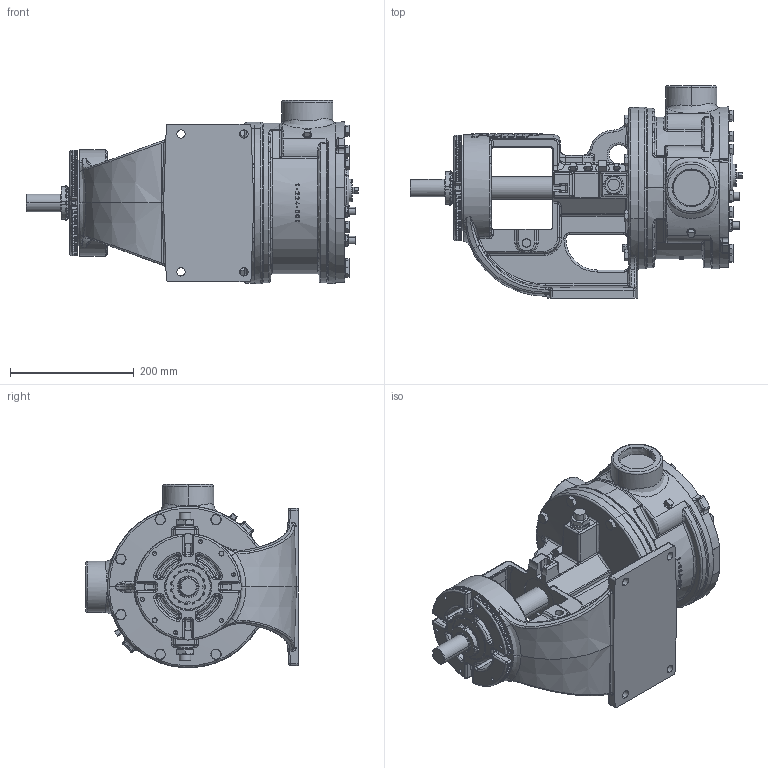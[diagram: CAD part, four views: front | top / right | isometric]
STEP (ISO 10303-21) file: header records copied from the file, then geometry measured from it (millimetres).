
FILE_DESCRIPTION (( 'STEP AP214' ), '1' );
FILE_NAME ('L124E.STEP', '2018-01-29T22:00:41', ( '' ), ( '' ), 'SwSTEP 2.0', 'SolidWorks 2017', '' );
FILE_SCHEMA (( 'AUTOMOTIVE_DESIGN' ));
Length unit declared in the file: inch
Products named in the file (2): L124E
Bounding box: 535.76 x 342.9 x 295.66 mm (x, y, z)
Volume: 12186988.9 mm3; surface area: 712464.5 mm2
Topology: 1 solids, 1 shells, 2792 faces, 7020 edges, 4273 vertices
Faces by surface type: plane 829, cone 698, bspline 524, cylinder 511, torus 142, sphere 88
Entity records: 176665 total; most frequent: CARTESIAN_POINT 90769, ORIENTED_EDGE 13932, DIRECTION 11953, EDGE_CURVE 6966, AXIS2_PLACEMENT_3D 4900, VERTEX_POINT 4271, EDGE_LOOP 2915, FACE_OUTER_BOUND 2792
